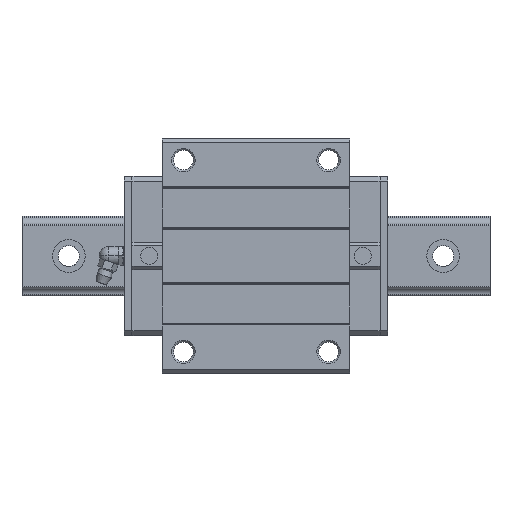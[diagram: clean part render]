
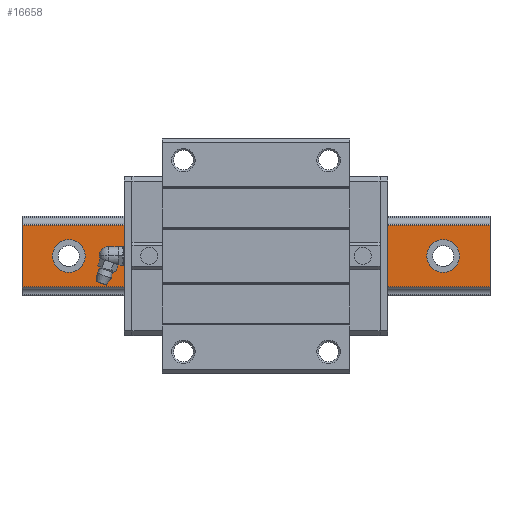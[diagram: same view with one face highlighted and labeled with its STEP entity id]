
A CAD part, top view. The second image highlights one B-rep face of the part: STEP entity #16658.
In plain terms, the highlighted planar face has unit normal (0, 0, 1).
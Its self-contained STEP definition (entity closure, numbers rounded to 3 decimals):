
#16367=CARTESIAN_POINT('POINT763',(180.,-13.11,
   29.));
#16368=VERTEX_POINT('VERTEX763',#16367);
#16375=CARTESIAN_POINT('POINT764',(-20.,-13.11,
   29.));
#16376=VERTEX_POINT('VERTEX764',#16375);
#16377=CARTESIAN_POINT('POS1283',(-20.,-13.11,
   29.));
#16378=DIRECTION('DIR1832',(1.,0.,0.));
#16379=VECTOR('VEC734',#16378,1.);
#16380=LINE('STRAIGHT734',#16377,#16379);
#16381=EDGE_CURVE('EDGE1171',#16376,#16368,#16380,.T.);
#16414=CARTESIAN_POINT('POINT765',(-20.,13.11,
   29.));
#16415=VERTEX_POINT('VERTEX765',#16414);
#16416=CARTESIAN_POINT('POS1286',(-20.,-13.11,
   29.));
#16417=DIRECTION('DIR1836',(0.,1.,0.));
#16418=VECTOR('VEC736',#16417,1.);
#16419=LINE('STRAIGHT736',#16416,#16418);
#16420=EDGE_CURVE('EDGE1173',#16376,#16415,#16419,.T.);
#16450=CARTESIAN_POINT('POINT766',(180.,13.11,
   29.));
#16451=VERTEX_POINT('VERTEX766',#16450);
#16460=CARTESIAN_POINT('POS1290',(-20.,13.11,
   29.));
#16461=DIRECTION('DIR1841',(1.,0.,0.));
#16462=VECTOR('VEC739',#16461,1.);
#16463=LINE('STRAIGHT739',#16460,#16462);
#16464=EDGE_CURVE('EDGE1176',#16415,#16451,#16463,.T.);
#16491=CARTESIAN_POINT('POS1292',(180.,-13.11,
   29.));
#16492=DIRECTION('DIR1844',(0.,1.,0.));
#16493=VECTOR('VEC740',#16492,1.);
#16494=LINE('STRAIGHT740',#16491,#16493);
#16495=EDGE_CURVE('EDGE1177',#16368,#16451,#16494,.T.);
#16519=CARTESIAN_POINT('POINT767',(87.,0.,
   29.));
#16520=VERTEX_POINT('VERTEX767',#16519);
#16528=CARTESIAN_POINT('POINT768',(73.,0.,
   29.));
#16529=VERTEX_POINT('VERTEX768',#16528);
#16536=CARTESIAN_POINT('POS1296',(80.,0.,
   29.));
#16537=DIRECTION('DIR1849',(0.,0.,-1.));
#16538=DIRECTION('DIR1850',(1.,0.,0.));
#16539=AXIS2_PLACEMENT_3D('AXIS554',#16536,#16537,#16538);
#16540=CIRCLE('ELLIPSE214',#16539,7.);
#16541=EDGE_CURVE('EDGE1180',#16520,#16529,#16540,.T.);
#16552=EDGE_CURVE('EDGE1181',#16529,#16520,#16540,.T.);
#16559=CARTESIAN_POINT('POINT769',(167.,0.,
   29.));
#16560=VERTEX_POINT('VERTEX769',#16559);
#16568=CARTESIAN_POINT('POINT770',(153.,0.,
   29.));
#16569=VERTEX_POINT('VERTEX770',#16568);
#16576=CARTESIAN_POINT('POS1300',(160.,0.,
   29.));
#16577=DIRECTION('DIR1855',(0.,0.,-1.));
#16578=DIRECTION('DIR1856',(1.,0.,0.));
#16579=AXIS2_PLACEMENT_3D('AXIS556',#16576,#16577,#16578);
#16580=CIRCLE('ELLIPSE215',#16579,7.);
#16581=EDGE_CURVE('EDGE1184',#16560,#16569,#16580,.T.);
#16592=EDGE_CURVE('EDGE1185',#16569,#16560,#16580,.T.);
#16624=ORIENTED_EDGE('COEDGE2365',*,*,#16592,.T.);
#16625=ORIENTED_EDGE('COEDGE2366',*,*,#16581,.T.);
#16626=EDGE_LOOP('NONE',(#16624,#16625));
#16627=FACE_BOUND('LOOP1',#16626,.T.);
#16628=ORIENTED_EDGE('COEDGE2367',*,*,#16552,.T.);
#16629=ORIENTED_EDGE('COEDGE2368',*,*,#16541,.T.);
#16630=EDGE_LOOP('NONE',(#16628,#16629));
#16631=FACE_BOUND('LOOP1',#16630,.T.);
#16632=CARTESIAN_POINT('POINT773',(-7.,0.,
   29.));
#16633=VERTEX_POINT('VERTEX773',#16632);
#16634=CARTESIAN_POINT('POINT774',(7.,0.,
   29.));
#16635=VERTEX_POINT('VERTEX774',#16634);
#16636=CARTESIAN_POINT('POS1304',(0.,0.,
   29.));
#16637=DIRECTION('DIR1863',(0.,0.,-1.));
#16638=DIRECTION('DIR1864',(1.,0.,0.));
#16639=AXIS2_PLACEMENT_3D('AXIS560',#16636,#16637,#16638);
#16640=CIRCLE('ELLIPSE217',#16639,7.);
#16641=EDGE_CURVE('EDGE1188',#16633,#16635,#16640,.T.);
#16642=ORIENTED_EDGE('COEDGE2369',*,*,#16641,.T.);
#16643=EDGE_CURVE('EDGE1189',#16635,#16633,#16640,.T.);
#16644=ORIENTED_EDGE('COEDGE2370',*,*,#16643,.T.);
#16645=EDGE_LOOP('NONE',(#16642,#16644));
#16646=FACE_BOUND('LOOP1',#16645,.T.);
#16647=ORIENTED_EDGE('COEDGE2371',*,*,#16495,.T.);
#16648=ORIENTED_EDGE('COEDGE2372',*,*,#16464,.F.);
#16649=ORIENTED_EDGE('COEDGE2373',*,*,#16420,.F.);
#16650=ORIENTED_EDGE('COEDGE2374',*,*,#16381,.T.);
#16651=EDGE_LOOP('NONE',(#16647,#16648,#16649,#16650));
#16652=FACE_BOUND('LOOP1',#16651,.T.);
#16653=CARTESIAN_POINT('POS1305',(-20.,-13.11,
   29.));
#16654=DIRECTION('DIR1865',(0.,0.,1.));
#16655=DIRECTION('DIR1866',(1.,0.,0.));
#16656=AXIS2_PLACEMENT_3D('AXIS561',#16653,#16654,#16655);
#16657=PLANE('PLANE256',#16656);
#16658=ADVANCED_FACE('FACE450',(#16627,#16631,#16646,#16652),#16657,.T.)
   ;
